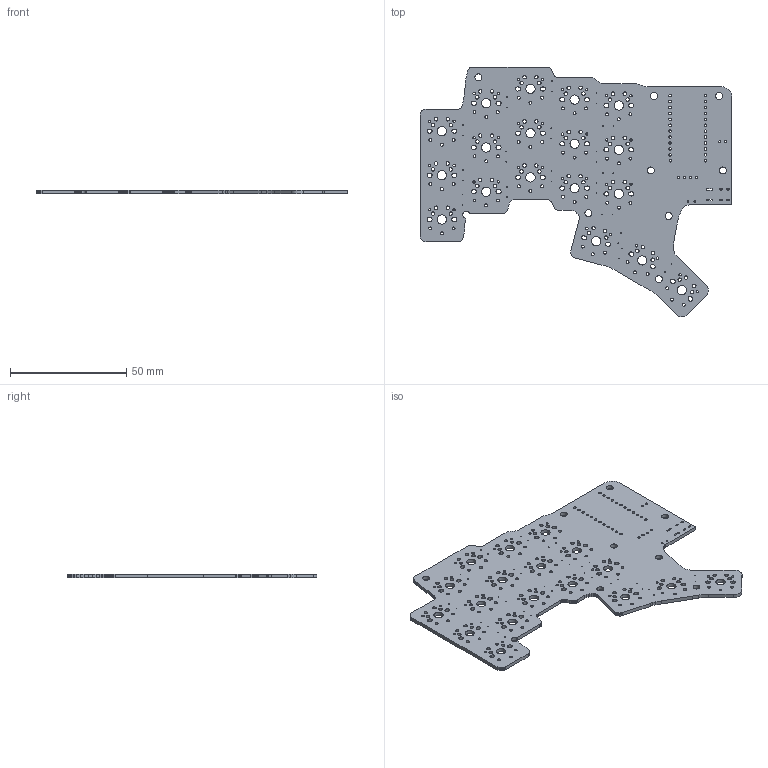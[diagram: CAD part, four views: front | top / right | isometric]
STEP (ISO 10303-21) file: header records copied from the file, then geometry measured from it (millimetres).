
FILE_DESCRIPTION(('KiCad electronic assembly'),'2;1');
FILE_NAME('dilemma_pcb.step','2022-07-26T20:36:18',('Pcbnew'),('Kicad'), 'Open CASCADE STEP processor 7.6','KiCad to STEP converter','Unknown' );
FILE_SCHEMA(('AUTOMOTIVE_DESIGN { 1 0 10303 214 1 1 1 1 }'));
Length unit declared in the file: millimetre
Products named in the file (2): dilemma_pcb 1; dilemma PCB
Assembly tree (1 placements, depth 2):
  dilemma_pcb 1
    dilemma PCB
Bounding box: 134.01 x 107.39 x 1.6 mm (x, y, z)
Volume: 13337.3 mm3; surface area: 19640.3 mm2
Topology: 1 solids, 1 shells, 580 faces, 1734 edges, 1156 vertices
Faces by surface type: cylinder 386, plane 194
Full cylindrical faces by diameter (mm): 0.3 x36, 0.72 x2, 0.991 x36, 1 x6, 1.092 x24, 1.27 x54, 1.499 x72, 3 x8, 3.988 x18
Entity records: 45811 total; most frequent: CARTESIAN_POINT 11728, DIRECTION 6210, LINE 3502, VECTOR 3502, ORIENTED_EDGE 3468, PCURVE 3468, DEFINITIONAL_REPRESENTATION 3468, EDGE_CURVE 1734
